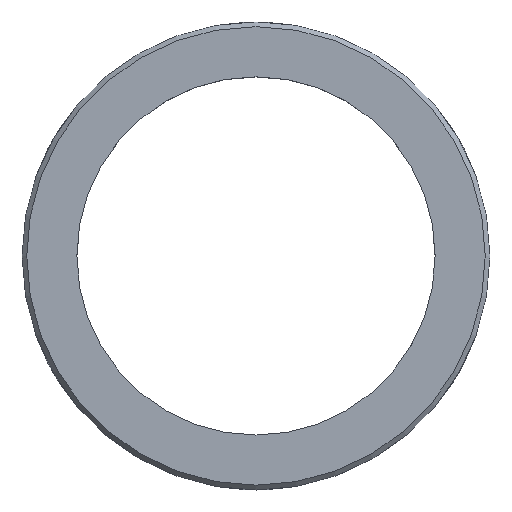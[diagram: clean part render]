
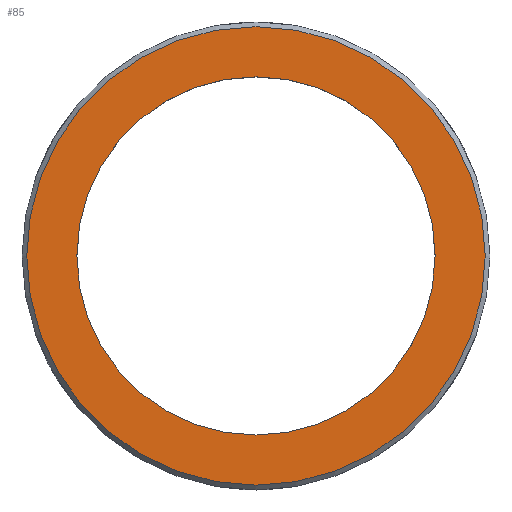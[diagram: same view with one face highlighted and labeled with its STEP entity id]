
A CAD part, top view. The second image highlights one B-rep face of the part: STEP entity #85.
In plain terms, the highlighted planar face has unit normal (0, 0, 1).
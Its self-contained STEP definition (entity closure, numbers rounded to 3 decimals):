
#85 = ADVANCED_FACE( '', ( #130, #131 ), #132, .F. );
#130 = FACE_OUTER_BOUND( '', #178, .T. );
#131 = FACE_BOUND( '', #179, .T. );
#132 = PLANE( '', #180 );
#178 = EDGE_LOOP( '', ( #246 ) );
#179 = EDGE_LOOP( '', ( #247 ) );
#180 = AXIS2_PLACEMENT_3D( '', #248, #249, #250 );
#246 = ORIENTED_EDGE( '', *, *, #264, .T. );
#247 = ORIENTED_EDGE( '', *, *, #262, .F. );
#248 = CARTESIAN_POINT( '', ( 0., 0., 30. ) );
#249 = DIRECTION( '', ( 0., 0., -1. ) );
#250 = DIRECTION( '', ( 1., 0., 0. ) );
#262 = EDGE_CURVE( '', #286, #286, #287, .T. );
#264 = EDGE_CURVE( '', #290, #290, #291, .F. );
#286 = VERTEX_POINT( '', #688 );
#287 = CIRCLE( '', #689, 38.05 );
#290 = VERTEX_POINT( '', #692 );
#291 = CIRCLE( '', #693, 48.7 );
#688 = CARTESIAN_POINT( '', ( 38.05, 0., 30. ) );
#689 = AXIS2_PLACEMENT_3D( '', #1078, #1079, #1080 );
#692 = CARTESIAN_POINT( '', ( -48.7, 0., 30. ) );
#693 = AXIS2_PLACEMENT_3D( '', #1084, #1085, #1086 );
#1078 = CARTESIAN_POINT( '', ( 0., 0., 30. ) );
#1079 = DIRECTION( '', ( 0., 0., 1. ) );
#1080 = DIRECTION( '', ( 1., 0., 0. ) );
#1084 = CARTESIAN_POINT( '', ( 0., 0., 30. ) );
#1085 = DIRECTION( '', ( 0., 0., -1. ) );
#1086 = DIRECTION( '', ( -1., 0., 0. ) );
